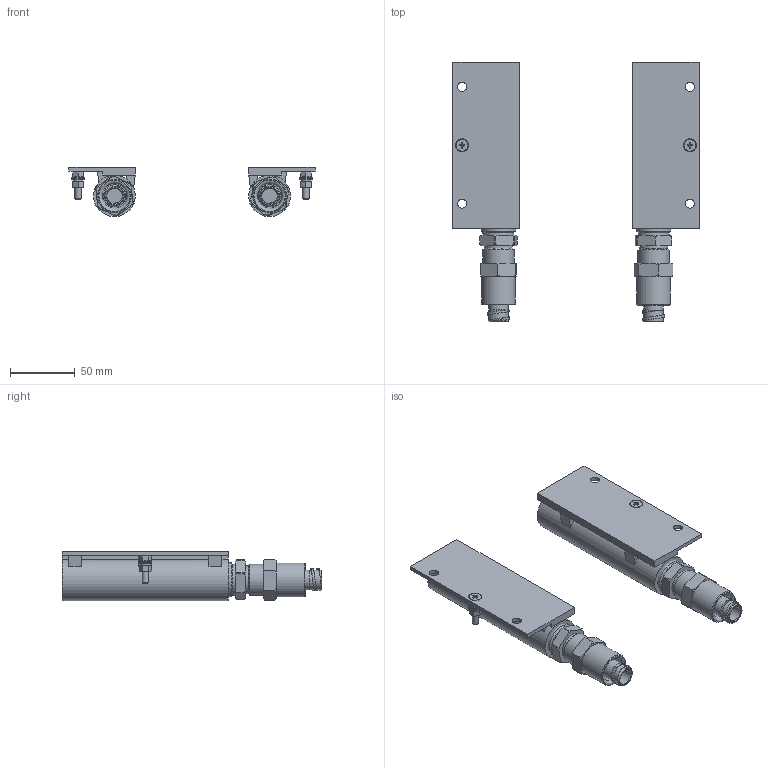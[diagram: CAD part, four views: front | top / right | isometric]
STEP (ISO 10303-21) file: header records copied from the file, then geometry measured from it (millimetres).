
FILE_DESCRIPTION(('STEP AP203'), '1');
FILE_NAME('獲鍙 昃_黓瀁錍樇鳺 1, 2', '2017-07-21T10:46:03', ('嚦'), (''), 'ASCON STEP Converter 1.3', 'ASCON Math Kernel', '');
FILE_SCHEMA(('CONFIG_CONTROL_DESIGN'));
Length unit declared in the file: millimetre
Products named in the file (20): 91; 92; 93; 94; 95; 96; 97; 98; 99; 100; 101; 102; 103; 104; 105; 106; 107; 108; 109; 110
Assembly tree (35 placements, depth 4):
  91
    92
      93
      94
      95
      96
      97  x2
      98
        99
        100
        101
        102
        103
      104
      105
      106  x2
      107  x2
      108
    109
      110
      94
      95
      96
      97  x2
      98
        99
        100
        101
        102
        103
      104
      105
      106  x2
      107  x2
      108
Bounding box: 189.3 x 199.91 x 38 mm (x, y, z)
Volume: 268555.6 mm3; surface area: 140884.2 mm2
Topology: 36 solids, 36 shells, 494 faces, 1150 edges, 744 vertices
Faces by surface type: plane 250, cone 120, cylinder 118, bspline 4, torus 2
Full cylindrical faces by diameter (mm): 4.134 x4, 5 x4, 5.5 x4, 7 x4, 9.2 x2, 10 x4, 12 x6, 14.5 x2, 14.997 x2, 15 x6, 16 x2, 18 x4, 18.5 x6, 19 x2, 20 x4, 21.6 x2, 22 x2, 22.5 x2, 23.5 x10, 23.9 x2, 24 x6, 26 x2, 26.3 x2, 32 x2
Entity records: 11046 total; most frequent: CARTESIAN_POINT 3039, DIRECTION 1380, ORIENTED_EDGE 1306, EDGE_CURVE 653, AXIS2_PLACEMENT_3D 497, VERTEX_POINT 421, LINE 386, VECTOR 386
